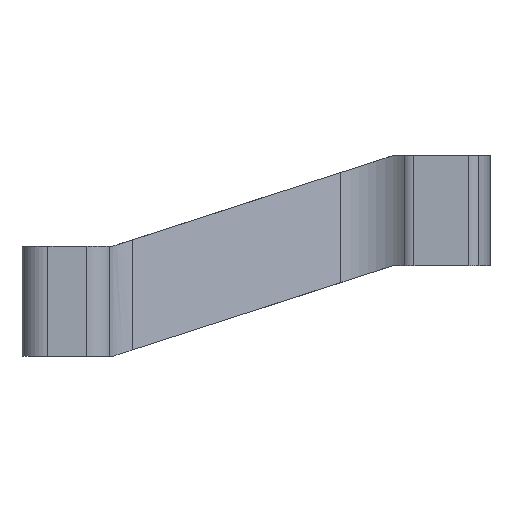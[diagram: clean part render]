
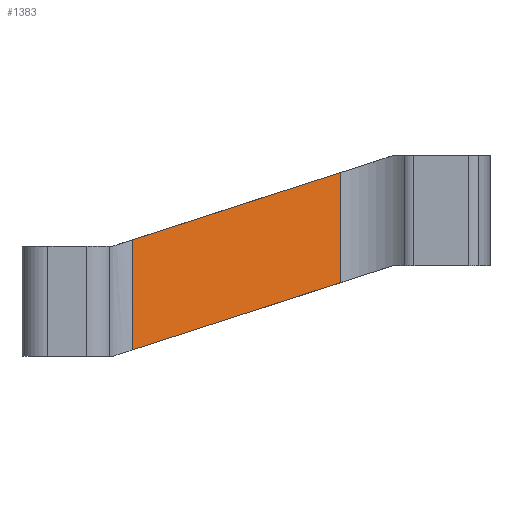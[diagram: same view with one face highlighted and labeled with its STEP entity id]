
A CAD part, left-side view. The second image highlights one B-rep face of the part: STEP entity #1383.
In plain terms, the highlighted planar face has unit normal (-0.96, -0.279, 0).
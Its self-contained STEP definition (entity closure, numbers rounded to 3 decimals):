
#58=PLANE('',#1536);
#165=FACE_OUTER_BOUND('',#247,.T.);
#247=EDGE_LOOP('',(#1275,#1276,#1277,#1278));
#255=LINE('',#1962,#370);
#260=LINE('',#2001,#375);
#357=LINE('',#2481,#472);
#360=LINE('',#2485,#475);
#370=VECTOR('',#1564,10.);
#375=VECTOR('',#1587,10.);
#472=VECTOR('',#1910,10.);
#475=VECTOR('',#1915,10.);
#550=VERTEX_POINT('',#1959);
#551=VERTEX_POINT('',#1961);
#563=VERTEX_POINT('',#1991);
#564=VERTEX_POINT('',#2000);
#686=EDGE_CURVE('',#551,#550,#255,.T.);
#699=EDGE_CURVE('',#564,#563,#260,.T.);
#871=EDGE_CURVE('',#550,#564,#357,.T.);
#874=EDGE_CURVE('',#563,#551,#360,.T.);
#1275=ORIENTED_EDGE('',*,*,#874,.T.);
#1276=ORIENTED_EDGE('',*,*,#686,.T.);
#1277=ORIENTED_EDGE('',*,*,#871,.T.);
#1278=ORIENTED_EDGE('',*,*,#699,.T.);
#1383=ADVANCED_FACE('',(#165),#58,.F.);
#1536=AXIS2_PLACEMENT_3D('',#2494,#1928,#1929);
#1564=DIRECTION('',(0.,0.,1.));
#1587=DIRECTION('',(0.,0.,-1.));
#1910=DIRECTION('',(-0.267,0.917,-0.296));
#1915=DIRECTION('',(0.267,-0.917,0.296));
#1928=DIRECTION('center_axis',(0.96,0.279,0.));
#1929=DIRECTION('ref_axis',(0.,0.,-1.));
#1959=CARTESIAN_POINT('',(-16.473,-17.22,-18.803));
#1961=CARTESIAN_POINT('',(-16.473,-17.22,-27.303));
#1962=CARTESIAN_POINT('',(-16.473,-17.22,-26.014));
#1991=CARTESIAN_POINT('',(-21.155,-1.128,-32.506));
#2000=CARTESIAN_POINT('',(-21.155,-1.128,-24.006));
#2001=CARTESIAN_POINT('',(-21.155,-1.128,-25.654));
#2481=CARTESIAN_POINT('',(-18.569,-10.015,-21.133));
#2485=CARTESIAN_POINT('',(-18.233,-11.17,-29.259));
#2494=CARTESIAN_POINT('Origin',(-18.814,-9.174,-25.654));
